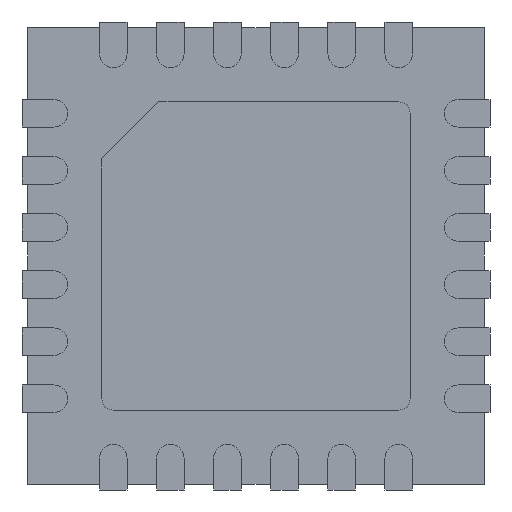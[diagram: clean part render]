
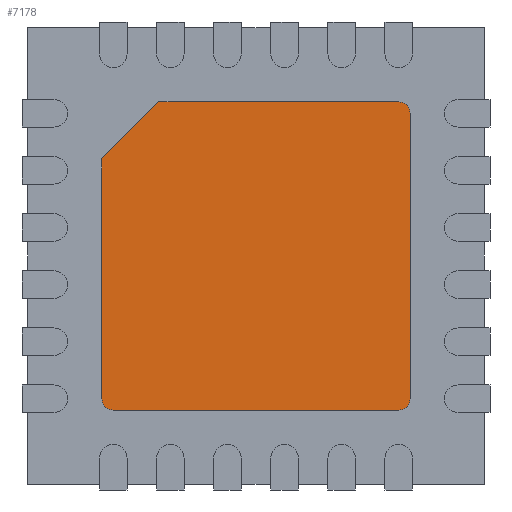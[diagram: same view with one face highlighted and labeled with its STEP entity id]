
A CAD part, front view. The second image highlights one B-rep face of the part: STEP entity #7178.
In plain terms, the highlighted planar face has unit normal (0, -1, 0).
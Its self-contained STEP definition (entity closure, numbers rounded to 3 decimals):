
#6990 = CARTESIAN_POINT ( 'NONE',  ( 1.35, 0., 1.25 ) ) ;
#6991 = VERTEX_POINT ( 'NONE', #6990 ) ;
#6998 = CARTESIAN_POINT ( 'NONE',  ( 1.35, 0., -1.25 ) ) ;
#6999 = VERTEX_POINT ( 'NONE', #6998 ) ;
#7000 = CARTESIAN_POINT ( 'NONE',  ( 1.35, 0., -1.35 ) ) ;
#7001 = DIRECTION ( 'NONE',  ( 0., 0., 1. ) ) ;
#7002 = VECTOR ( 'NONE', #7001, 1000. ) ;
#7003 = LINE ( 'NONE', #7000, #7002 ) ;
#7004 = EDGE_CURVE ( 'NONE', #6999, #6991, #7003, .T. ) ;
#7020 = CARTESIAN_POINT ( 'NONE',  ( 1.25, 0., 1.35 ) ) ;
#7021 = VERTEX_POINT ( 'NONE', #7020 ) ;
#7022 = CARTESIAN_POINT ( 'NONE',  ( -0.85, 0., 1.35 ) ) ;
#7023 = VERTEX_POINT ( 'NONE', #7022 ) ;
#7024 = CARTESIAN_POINT ( 'NONE',  ( -1.35, 0., 1.35 ) ) ;
#7025 = DIRECTION ( 'NONE',  ( -1., 0., 0. ) ) ;
#7026 = VECTOR ( 'NONE', #7025, 1000. ) ;
#7027 = LINE ( 'NONE', #7024, #7026 ) ;
#7028 = EDGE_CURVE ( 'NONE', #7021, #7023, #7027, .T. ) ;
#7070 = CARTESIAN_POINT ( 'NONE',  ( -1.35, 0., -1.25 ) ) ;
#7071 = VERTEX_POINT ( 'NONE', #7070 ) ;
#7078 = CARTESIAN_POINT ( 'NONE',  ( -1.35, 0., 0.85 ) ) ;
#7079 = VERTEX_POINT ( 'NONE', #7078 ) ;
#7080 = CARTESIAN_POINT ( 'NONE',  ( -1.35, 0., -1.35 ) ) ;
#7081 = DIRECTION ( 'NONE',  ( 0., 0., -1. ) ) ;
#7082 = VECTOR ( 'NONE', #7081, 1000. ) ;
#7083 = LINE ( 'NONE', #7080, #7082 ) ;
#7084 = EDGE_CURVE ( 'NONE', #7079, #7071, #7083, .T. ) ;
#7110 = CARTESIAN_POINT ( 'NONE',  ( 1.25, 0., -1.35 ) ) ;
#7111 = VERTEX_POINT ( 'NONE', #7110 ) ;
#7118 = CARTESIAN_POINT ( 'NONE',  ( -1.25, 0., -1.35 ) ) ;
#7119 = VERTEX_POINT ( 'NONE', #7118 ) ;
#7120 = CARTESIAN_POINT ( 'NONE',  ( -1.35, 0., -1.35 ) ) ;
#7121 = DIRECTION ( 'NONE',  ( 1., 0., 0. ) ) ;
#7122 = VECTOR ( 'NONE', #7121, 1000. ) ;
#7123 = LINE ( 'NONE', #7120, #7122 ) ;
#7124 = EDGE_CURVE ( 'NONE', #7119, #7111, #7123, .T. ) ;
#7140 = ORIENTED_EDGE ( 'NONE', *, *, #7004, .T. ) ;
#7141 = CARTESIAN_POINT ( 'NONE',  ( 1.25, 0., 1.25 ) ) ;
#7142 = DIRECTION ( 'NONE',  ( 0., -1., 0. ) ) ;
#7143 = DIRECTION ( 'NONE',  ( 0., 0., 1. ) ) ;
#7144 = AXIS2_PLACEMENT_3D ( 'NONE', #7141, #7142, #7143 ) ;
#7145 = CIRCLE ( 'NONE', #7144, 0.1) ;
#7146 = EDGE_CURVE ( 'NONE', #6991, #7021, #7145, .T. ) ;
#7147 = ORIENTED_EDGE ( 'NONE', *, *, #7146, .T. ) ;
#7148 = ORIENTED_EDGE ( 'NONE', *, *, #7028, .T. ) ;
#7149 = CARTESIAN_POINT ( 'NONE',  ( -1.35, 0., 0.85 ) ) ;
#7150 = DIRECTION ( 'NONE',  ( -0.707, 0., -0.707 ) ) ;
#7151 = VECTOR ( 'NONE', #7150, 1000. ) ;
#7152 = LINE ( 'NONE', #7149, #7151 ) ;
#7153 = EDGE_CURVE ( 'NONE', #7023, #7079, #7152, .T. ) ;
#7154 = ORIENTED_EDGE ( 'NONE', *, *, #7153, .T. ) ;
#7155 = ORIENTED_EDGE ( 'NONE', *, *, #7084, .T. ) ;
#7156 = CARTESIAN_POINT ( 'NONE',  ( -1.25, 0., -1.25 ) ) ;
#7157 = DIRECTION ( 'NONE',  ( 0., -1., 0. ) ) ;
#7158 = DIRECTION ( 'NONE',  ( 0., 0., 1. ) ) ;
#7159 = AXIS2_PLACEMENT_3D ( 'NONE', #7156, #7157, #7158 ) ;
#7160 = CIRCLE ( 'NONE', #7159, 0.1) ;
#7161 = EDGE_CURVE ( 'NONE', #7071, #7119, #7160, .T. ) ;
#7162 = ORIENTED_EDGE ( 'NONE', *, *, #7161, .T. ) ;
#7163 = ORIENTED_EDGE ( 'NONE', *, *, #7124, .T. ) ;
#7164 = CARTESIAN_POINT ( 'NONE',  ( 1.25, 0., -1.25 ) ) ;
#7165 = DIRECTION ( 'NONE',  ( 0., -1., 0. ) ) ;
#7166 = DIRECTION ( 'NONE',  ( 0., 0., 1. ) ) ;
#7167 = AXIS2_PLACEMENT_3D ( 'NONE', #7164, #7165, #7166 ) ;
#7168 = CIRCLE ( 'NONE', #7167, 0.1) ;
#7169 = EDGE_CURVE ( 'NONE', #7111, #6999, #7168, .T. ) ;
#7170 = ORIENTED_EDGE ( 'NONE', *, *, #7169, .T. ) ;
#7171 = EDGE_LOOP ( 'NONE', ( #7140, #7147, #7148, #7154, #7155, #7162, #7163, #7170 ) ) ;
#7172 = FACE_OUTER_BOUND ( 'NONE', #7171, .T. ) ;
#7173 = CARTESIAN_POINT ( 'NONE',  ( 0., 0., 0. ) ) ;
#7174 = DIRECTION ( 'NONE',  ( 0., 1., 0. ) ) ;
#7175 = DIRECTION ( 'NONE',  ( 0., 0., 1. ) ) ;
#7176 = AXIS2_PLACEMENT_3D ( 'NONE', #7173, #7174, #7175 ) ;
#7177 = PLANE ( 'NONE', #7176 ) ;
#7178 = ADVANCED_FACE ( 'NONE', ( #7172 ), #7177, .F. ) ;
